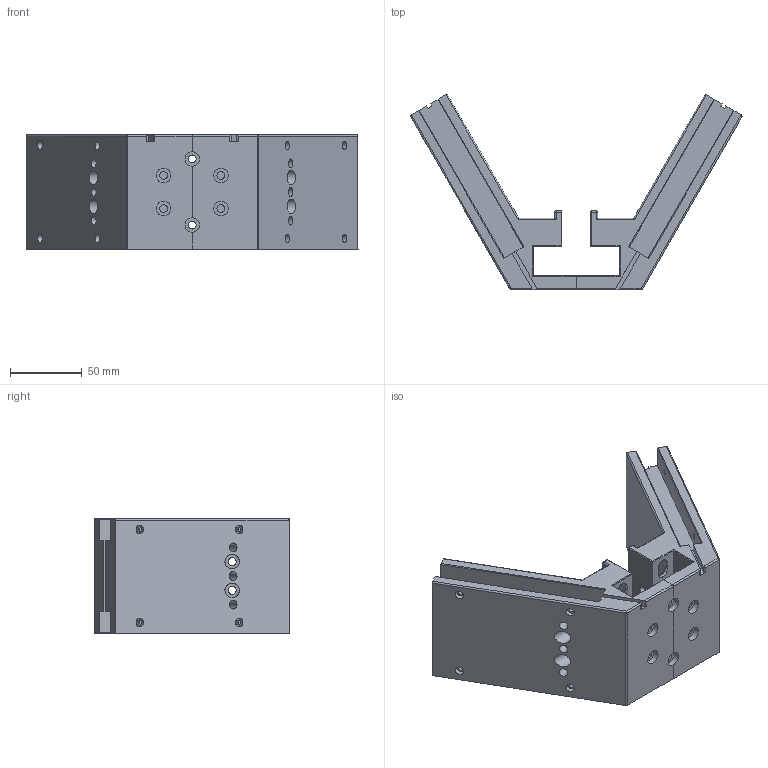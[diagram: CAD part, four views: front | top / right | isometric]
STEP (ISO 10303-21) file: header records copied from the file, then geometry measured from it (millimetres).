
FILE_DESCRIPTION(('FreeCAD Model'),'2;1');
FILE_NAME('Open CASCADE Shape Model','2022-03-10T19:40:10',(''),(''), 'Open CASCADE STEP processor 7.6','FreeCAD','Unknown');
FILE_SCHEMA(('AUTOMOTIVE_DESIGN { 1 0 10303 214 1 1 1 1 }'));
Length unit declared in the file: millimetre
Products named in the file (1): Mirrored008
Bounding box: 231.8 x 136.6 x 80 mm (x, y, z)
Volume: 655441.1 mm3; surface area: 118907.2 mm2
Topology: 1 solids, 1 shells, 199 faces, 518 edges, 333 vertices
Faces by surface type: plane 100, cylinder 75, bspline 18, sphere 4, cone 2
Full cylindrical faces by diameter (mm): 3.4 x14, 5.5 x8, 6.1 x14, 10.1 x8
Entity records: 20398 total; most frequent: CARTESIAN_POINT 10284, DIRECTION 1798, LINE 1071, VECTOR 1071, ORIENTED_EDGE 1028, PCURVE 1028, DEFINITIONAL_REPRESENTATION 1028, EDGE_CURVE 514
